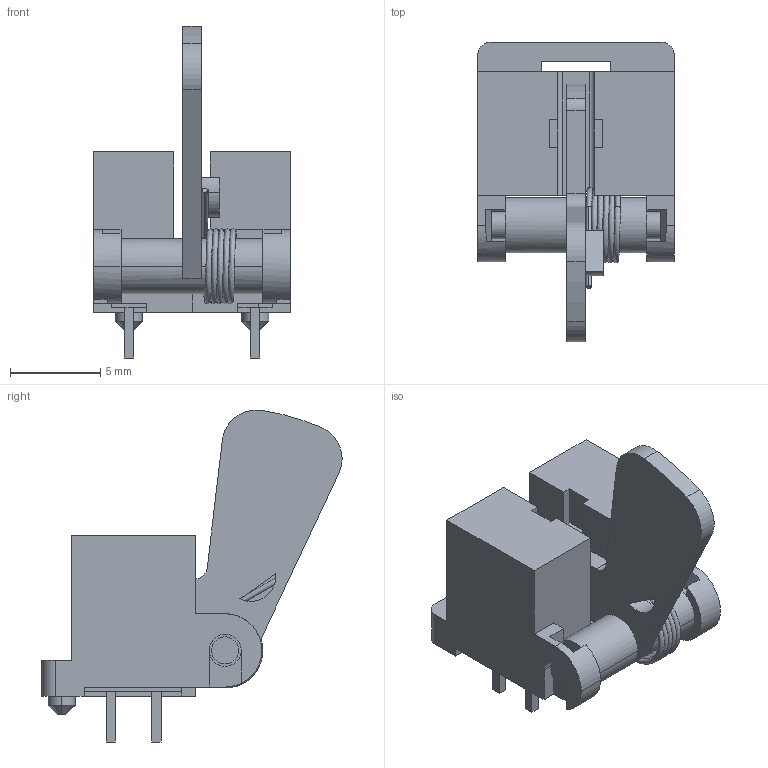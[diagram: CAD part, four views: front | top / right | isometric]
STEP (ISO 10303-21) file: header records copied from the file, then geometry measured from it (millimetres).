
FILE_DESCRIPTION (( 'STEP AP203' ), '1' );
FILE_NAME ('OPB680-20.STEP', '2014-05-29T21:37:40', ( 'optek' ), ( '' ), 'SwSTEP 2.0', 'SolidWorks 2013', '' );
FILE_SCHEMA (( 'CONFIG_CONTROL_DESIGN' ));
Length unit declared in the file: inch
Products named in the file (1): OPB680-20
Bounding box: 10.92 x 16.65 x 18.41 mm (x, y, z)
Volume: 773.7 mm3; surface area: 1067 mm2
Topology: 1 solids, 1 shells, 170 faces, 485 edges, 313 vertices
Faces by surface type: plane 116, cylinder 41, bspline 9, cone 4
Entity records: 12467 total; most frequent: CARTESIAN_POINT 7990, ORIENTED_EDGE 970, DIRECTION 851, EDGE_CURVE 485, VECTOR 335, LINE 335, VERTEX_POINT 313, AXIS2_PLACEMENT_3D 258
